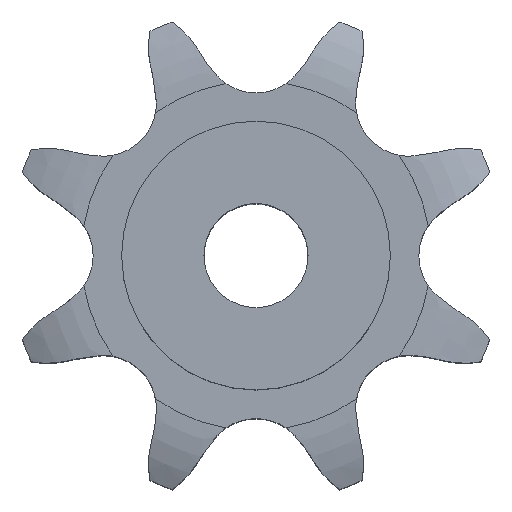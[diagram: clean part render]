
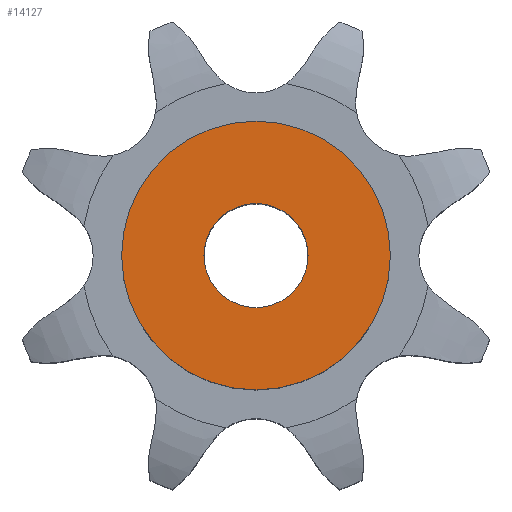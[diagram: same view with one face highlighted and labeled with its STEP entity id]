
A CAD part, top view. The second image highlights one B-rep face of the part: STEP entity #14127.
In plain terms, the highlighted planar face has unit normal (0, 0, 1).
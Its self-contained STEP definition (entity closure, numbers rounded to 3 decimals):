
#7711 = CYLINDRICAL_SURFACE('',#7712,6.);
#7712 = AXIS2_PLACEMENT_3D('',#7713,#7714,#7715);
#7713 = CARTESIAN_POINT('',(0.,0.,112.14));
#7714 = DIRECTION('',(0.,0.,1.));
#7715 = DIRECTION('',(1.,0.,0.));
#9675 = EDGE_CURVE('',#9676,#9676,#9678,.T.);
#9676 = VERTEX_POINT('',#9677);
#9677 = CARTESIAN_POINT('',(6.,0.,45.));
#9678 = SURFACE_CURVE('',#9679,(#9684,#9691),.PCURVE_S1.);
#9679 = CIRCLE('',#9680,6.);
#9680 = AXIS2_PLACEMENT_3D('',#9681,#9682,#9683);
#9681 = CARTESIAN_POINT('',(0.,0.,45.));
#9682 = DIRECTION('',(0.,0.,1.));
#9683 = DIRECTION('',(1.,0.,0.));
#9684 = PCURVE('',#7711,#9685);
#9685 = DEFINITIONAL_REPRESENTATION('',(#9686),#9690);
#9686 = LINE('',#9687,#9688);
#9687 = CARTESIAN_POINT('',(0.,-67.14));
#9688 = VECTOR('',#9689,1.);
#9689 = DIRECTION('',(1.,0.));
#9690 = ( GEOMETRIC_REPRESENTATION_CONTEXT(2) 
PARAMETRIC_REPRESENTATION_CONTEXT() REPRESENTATION_CONTEXT('2D SPACE',''
  ) );
#9691 = PCURVE('',#9692,#9697);
#9692 = PLANE('',#9693);
#9693 = AXIS2_PLACEMENT_3D('',#9694,#9695,#9696);
#9694 = CARTESIAN_POINT('',(0.,0.,45.)
  );
#9695 = DIRECTION('',(0.,0.,1.));
#9696 = DIRECTION('',(1.,0.,0.));
#9697 = DEFINITIONAL_REPRESENTATION('',(#9698),#9702);
#9698 = CIRCLE('',#9699,6.);
#9699 = AXIS2_PLACEMENT_2D('',#9700,#9701);
#9700 = CARTESIAN_POINT('',(0.,0.));
#9701 = DIRECTION('',(1.,0.));
#9702 = ( GEOMETRIC_REPRESENTATION_CONTEXT(2) 
PARAMETRIC_REPRESENTATION_CONTEXT() REPRESENTATION_CONTEXT('2D SPACE',''
  ) );
#14127 = ADVANCED_FACE('',(#14128,#14159),#9692,.T.);
#14128 = FACE_BOUND('',#14129,.T.);
#14129 = EDGE_LOOP('',(#14130));
#14130 = ORIENTED_EDGE('',*,*,#14131,.T.);
#14131 = EDGE_CURVE('',#14132,#14132,#14134,.T.);
#14132 = VERTEX_POINT('',#14133);
#14133 = CARTESIAN_POINT('',(15.5,0.,45.));
#14134 = SURFACE_CURVE('',#14135,(#14140,#14147),.PCURVE_S1.);
#14135 = CIRCLE('',#14136,15.5);
#14136 = AXIS2_PLACEMENT_3D('',#14137,#14138,#14139);
#14137 = CARTESIAN_POINT('',(0.,0.,45.));
#14138 = DIRECTION('',(0.,0.,1.));
#14139 = DIRECTION('',(1.,0.,0.));
#14140 = PCURVE('',#9692,#14141);
#14141 = DEFINITIONAL_REPRESENTATION('',(#14142),#14146);
#14142 = CIRCLE('',#14143,15.5);
#14143 = AXIS2_PLACEMENT_2D('',#14144,#14145);
#14144 = CARTESIAN_POINT('',(0.,0.));
#14145 = DIRECTION('',(1.,0.));
#14146 = ( GEOMETRIC_REPRESENTATION_CONTEXT(2) 
PARAMETRIC_REPRESENTATION_CONTEXT() REPRESENTATION_CONTEXT('2D SPACE',''
  ) );
#14147 = PCURVE('',#14148,#14153);
#14148 = CYLINDRICAL_SURFACE('',#14149,15.5);
#14149 = AXIS2_PLACEMENT_3D('',#14150,#14151,#14152);
#14150 = CARTESIAN_POINT('',(0.,0.,0.));
#14151 = DIRECTION('',(-0.,-0.,-1.));
#14152 = DIRECTION('',(1.,0.,0.));
#14153 = DEFINITIONAL_REPRESENTATION('',(#14154),#14158);
#14154 = LINE('',#14155,#14156);
#14155 = CARTESIAN_POINT('',(-0.,-45.));
#14156 = VECTOR('',#14157,1.);
#14157 = DIRECTION('',(-1.,0.));
#14158 = ( GEOMETRIC_REPRESENTATION_CONTEXT(2) 
PARAMETRIC_REPRESENTATION_CONTEXT() REPRESENTATION_CONTEXT('2D SPACE',''
  ) );
#14159 = FACE_BOUND('',#14160,.T.);
#14160 = EDGE_LOOP('',(#14161));
#14161 = ORIENTED_EDGE('',*,*,#9675,.F.);
